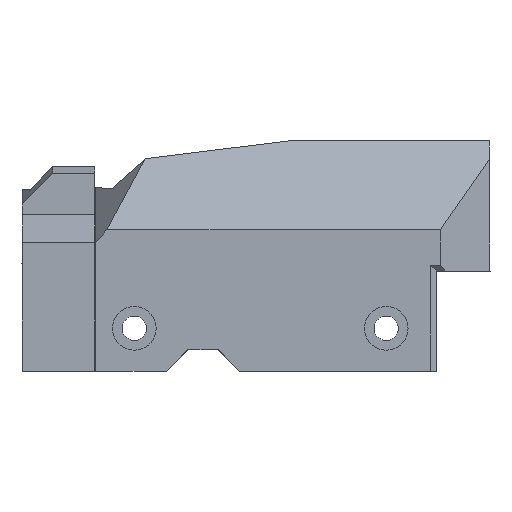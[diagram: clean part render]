
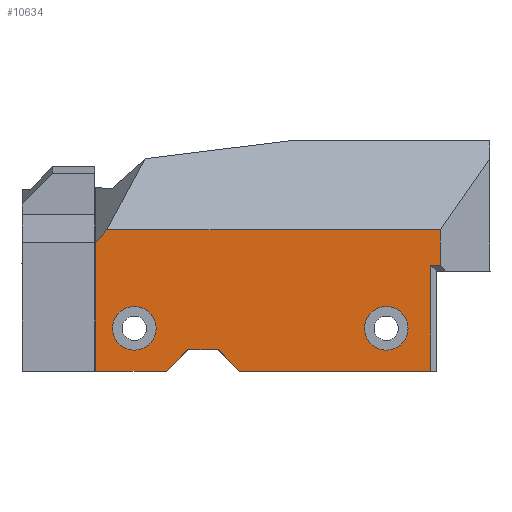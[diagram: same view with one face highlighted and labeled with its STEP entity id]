
A CAD part, left-side view. The second image highlights one B-rep face of the part: STEP entity #10634.
In plain terms, the highlighted planar face has unit normal (-1, 0, 0).
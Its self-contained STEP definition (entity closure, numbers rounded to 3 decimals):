
#406=FACE_BOUND('',#2376,.T.);
#407=FACE_BOUND('',#2377,.T.);
#463=CIRCLE('',#11330,3.05);
#465=CIRCLE('',#11333,3.05);
#1750=FACE_OUTER_BOUND('',#2375,.T.);
#2375=EDGE_LOOP('',(#7269,#7270,#7271,#7272,#7273,#7274,#7275,#7276,#7277,
#7278,#7279));
#2376=EDGE_LOOP('',(#7280));
#2377=EDGE_LOOP('',(#7281));
#3029=LINE('',#15006,#3607);
#3061=LINE('',#15082,#3639);
#3096=LINE('',#15329,#3674);
#3100=LINE('',#15350,#3678);
#3104=LINE('',#15358,#3682);
#3105=LINE('',#15360,#3683);
#3106=LINE('',#15362,#3684);
#3107=LINE('',#15363,#3685);
#3108=LINE('',#15365,#3686);
#3109=LINE('',#15366,#3687);
#3110=LINE('',#15367,#3688);
#3607=VECTOR('',#12349,10.);
#3639=VECTOR('',#12411,10.);
#3674=VECTOR('',#12538,10.);
#3678=VECTOR('',#12562,10.);
#3682=VECTOR('',#12568,10.);
#3683=VECTOR('',#12569,10.);
#3684=VECTOR('',#12570,10.);
#3685=VECTOR('',#12571,10.);
#3686=VECTOR('',#12572,10.);
#3687=VECTOR('',#12573,10.);
#3688=VECTOR('',#12574,10.);
#4180=VERTEX_POINT('',#15003);
#4181=VERTEX_POINT('',#15005);
#4204=VERTEX_POINT('',#15080);
#4238=VERTEX_POINT('',#15258);
#4240=VERTEX_POINT('',#15264);
#4244=VERTEX_POINT('',#15322);
#4247=VERTEX_POINT('',#15327);
#4253=VERTEX_POINT('',#15348);
#4254=VERTEX_POINT('',#15349);
#4257=VERTEX_POINT('',#15357);
#4258=VERTEX_POINT('',#15359);
#4259=VERTEX_POINT('',#15361);
#4260=VERTEX_POINT('',#15364);
#5322=EDGE_CURVE('',#4180,#4181,#3029,.F.);
#5358=EDGE_CURVE('',#4180,#4204,#3061,.T.);
#5407=EDGE_CURVE('',#4238,#4238,#463,.F.);
#5410=EDGE_CURVE('',#4240,#4240,#465,.F.);
#5420=EDGE_CURVE('',#4244,#4247,#3096,.T.);
#5430=EDGE_CURVE('',#4253,#4254,#3100,.F.);
#5434=EDGE_CURVE('',#4257,#4244,#3104,.T.);
#5435=EDGE_CURVE('',#4247,#4258,#3105,.T.);
#5436=EDGE_CURVE('',#4259,#4258,#3106,.F.);
#5437=EDGE_CURVE('',#4254,#4259,#3107,.F.);
#5438=EDGE_CURVE('',#4253,#4260,#3108,.T.);
#5439=EDGE_CURVE('',#4181,#4260,#3109,.F.);
#5440=EDGE_CURVE('',#4257,#4204,#3110,.F.);
#7269=ORIENTED_EDGE('',*,*,#5434,.T.);
#7270=ORIENTED_EDGE('',*,*,#5420,.T.);
#7271=ORIENTED_EDGE('',*,*,#5435,.T.);
#7272=ORIENTED_EDGE('',*,*,#5436,.F.);
#7273=ORIENTED_EDGE('',*,*,#5437,.F.);
#7274=ORIENTED_EDGE('',*,*,#5430,.F.);
#7275=ORIENTED_EDGE('',*,*,#5438,.T.);
#7276=ORIENTED_EDGE('',*,*,#5439,.F.);
#7277=ORIENTED_EDGE('',*,*,#5322,.F.);
#7278=ORIENTED_EDGE('',*,*,#5358,.T.);
#7279=ORIENTED_EDGE('',*,*,#5440,.F.);
#7280=ORIENTED_EDGE('',*,*,#5410,.T.);
#7281=ORIENTED_EDGE('',*,*,#5407,.T.);
#10439=PLANE('',#11352);
#10634=ADVANCED_FACE('',(#1750,#406,#407),#10439,.T.);
#11330=AXIS2_PLACEMENT_3D('',#15259,#12509,#12510);
#11333=AXIS2_PLACEMENT_3D('',#15265,#12516,#12517);
#11352=AXIS2_PLACEMENT_3D('',#15356,#12566,#12567);
#12349=DIRECTION('',(0.,-0.752,-0.659));
#12411=DIRECTION('',(0.,-1.,0.));
#12509=DIRECTION('center_axis',(-1.,0.,0.));
#12510=DIRECTION('ref_axis',(0.,0.,
1.));
#12516=DIRECTION('center_axis',(-1.,0.,0.));
#12517=DIRECTION('ref_axis',(0.,0.,
1.));
#12538=DIRECTION('',(0.,0.,1.));
#12562=DIRECTION('',(0.,0.,1.));
#12566=DIRECTION('center_axis',(-1.,0.,0.));
#12567=DIRECTION('ref_axis',(0.,-1.,0.));
#12568=DIRECTION('',(0.,0.707,0.707));
#12569=DIRECTION('',(0.,-0.707,0.707));
#12570=DIRECTION('',(0.,0.,1.));
#12571=DIRECTION('',(0.,1.,0.));
#12572=DIRECTION('',(0.,1.,0.));
#12573=DIRECTION('',(0.,0.,-1.));
#12574=DIRECTION('',(0.,0.,1.));
#15003=CARTESIAN_POINT('',(-37.999,21.1,-52.7));
#15005=CARTESIAN_POINT('',(-37.999,22.878,-51.142));
#15006=CARTESIAN_POINT('',(-37.999,40.726,-35.502));
#15080=CARTESIAN_POINT('',(-37.999,3.101,-52.7));
#15082=CARTESIAN_POINT('',(-37.999,27.5,-52.7));
#15258=CARTESIAN_POINT('',(-37.999,9.101,-15.15));
#15259=CARTESIAN_POINT('Origin',(-37.999,9.101,-12.1));
#15264=CARTESIAN_POINT('',(-37.999,9.101,-50.35));
#15265=CARTESIAN_POINT('Origin',(-37.999,9.101,-47.3));
#15322=CARTESIAN_POINT('',(-37.999,6.101,-39.841));
#15327=CARTESIAN_POINT('',(-37.999,6.101,-35.559));
#15329=CARTESIAN_POINT('',(-37.999,6.101,-19.474));
#15348=CARTESIAN_POINT('',(-37.999,17.901,-4.541));
#15349=CARTESIAN_POINT('',(-37.999,17.901,-5.9));
#15350=CARTESIAN_POINT('',(-37.999,17.901,-1.976));
#15356=CARTESIAN_POINT('Origin',(-37.999,20.001,-0.2));
#15357=CARTESIAN_POINT('',(-37.999,3.101,-42.841));
#15358=CARTESIAN_POINT('',(-37.999,18.772,-27.171));
#15359=CARTESIAN_POINT('',(-37.999,3.101,-32.559));
#15360=CARTESIAN_POINT('',(-37.999,0.022,-29.479));
#15361=CARTESIAN_POINT('',(-37.999,3.101,-5.9));
#15362=CARTESIAN_POINT('',(-37.999,3.101,-17.625));
#15363=CARTESIAN_POINT('',(-37.999,17.526,-5.9));
#15364=CARTESIAN_POINT('',(-37.999,22.878,-4.541));
#15365=CARTESIAN_POINT('',(-37.999,38.638,-4.541));
#15366=CARTESIAN_POINT('',(-37.999,22.878,-6.438));
#15367=CARTESIAN_POINT('',(-37.999,3.101,-17.625));
